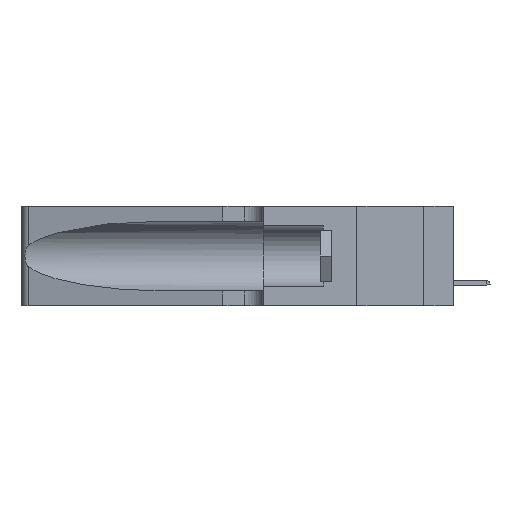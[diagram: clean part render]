
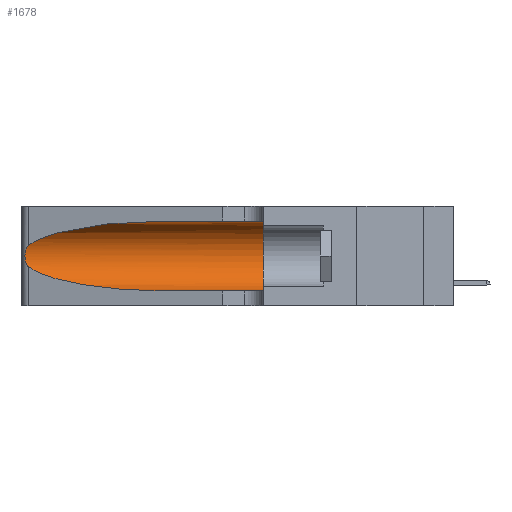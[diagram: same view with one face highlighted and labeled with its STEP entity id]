
A CAD part, left-side view. The second image highlights one B-rep face of the part: STEP entity #1678.
In plain terms, the highlighted cylindrical face has radius 3.308 mm (diameter 6.617 mm), a partial arc.
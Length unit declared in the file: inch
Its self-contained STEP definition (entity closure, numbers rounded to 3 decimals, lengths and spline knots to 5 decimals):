
#1588 = CARTESIAN_POINT ( 'NONE',  ( 0.25639, 1.23184, 0.21858 ) ) ;
#1636 = CARTESIAN_POINT ( 'NONE',  ( 0.1305, 1.61858, 0.05475 ) ) ;
#1678 = ADVANCED_FACE ( 'NONE', ( #24714 ), #12316, .F. ) ;
#1736 = B_SPLINE_CURVE_WITH_KNOTS ( 'NONE', 3,
 ( #9753, #23732, #1588, #7729, #25639, #15644, #25765, #13364, #24144, #5740, #21434, #11355, #5345, #11609 ),
 .UNSPECIFIED., .F., .F.,
 ( 4, 2, 2, 2, 2, 2, 4 ),
 ( 0., 0.00027, 0.00053, 0.00107, 0.0016, 0.00187, 0.00214 ),
 .UNSPECIFIED. ) ;
#1986 = EDGE_CURVE ( 'NONE', #7089, #21360, #1736, .T. ) ;
#2032 = EDGE_LOOP ( 'NONE', ( #3576, #4172, #23219, #24444, #6940, #20936 ) ) ;
#3576 = ORIENTED_EDGE ( 'NONE', *, *, #23244, .T. ) ;
#4028 = DIRECTION ( 'NONE',  ( 0., -1., 0. ) ) ;
#4172 = ORIENTED_EDGE ( 'NONE', *, *, #1986, .T. ) ;
#4581 = CARTESIAN_POINT ( 'NONE',  ( 0.1305, 0.35, 0.31525 ) ) ;
#5226 = CARTESIAN_POINT ( 'NONE',  ( 0.1305, 1.61858, 0.31525 ) ) ;
#5246 = VERTEX_POINT ( 'NONE', #26197 ) ;
#5345 = CARTESIAN_POINT ( 'NONE',  ( 0.25555, 1.22993, 0.14849 ) ) ;
#5740 = CARTESIAN_POINT ( 'NONE',  ( 0.25856, 1.23593, 0.16098 ) ) ;
#6113 = CARTESIAN_POINT ( 'NONE',  ( 0.1305, 0.35, 0.05475 ) ) ;
#6340 = CARTESIAN_POINT ( 'NONE',  ( 0.18966, 0.96281, 0.31525 ) ) ;
#6940 = ORIENTED_EDGE ( 'NONE', *, *, #14628, .F. ) ;
#7044 =( BOUNDED_CURVE ( )  B_SPLINE_CURVE ( 3, ( #16937, #6340, #18822, #12643 ),
 .UNSPECIFIED., .F., .T. ) 
 B_SPLINE_CURVE_WITH_KNOTS ( ( 4, 4 ),
 ( 1.5708, 2.84003 ),
 .UNSPECIFIED. ) 
 CURVE ( )  GEOMETRIC_REPRESENTATION_ITEM ( )  RATIONAL_B_SPLINE_CURVE ( ( 1., 0.87, 0.87, 1. ) ) 
 REPRESENTATION_ITEM ( '' )  );
#7089 = VERTEX_POINT ( 'NONE', #14708 ) ;
#7729 = CARTESIAN_POINT ( 'NONE',  ( 0.25787, 1.23484, 0.2124 ) ) ;
#8753 = CIRCLE ( 'NONE', #22043, 0.13025 ) ;
#9495 = VERTEX_POINT ( 'NONE', #6113 ) ;
#9753 = CARTESIAN_POINT ( 'NONE',  ( 0.25487, 1.22718, 0.22369 ) ) ;
#10175 = CARTESIAN_POINT ( 'NONE',  ( 0.1305, 1.61858, 0.185 ) ) ;
#11355 = CARTESIAN_POINT ( 'NONE',  ( 0.25639, 1.23186, 0.15144 ) ) ;
#11609 = CARTESIAN_POINT ( 'NONE',  ( 0.25487, 1.22718, 0.14631 ) ) ;
#12316 = CYLINDRICAL_SURFACE ( 'NONE', #24150, 0.13025 ) ;
#12523 = EDGE_CURVE ( 'NONE', #21360, #5246, #18006, .T. ) ;
#12643 = CARTESIAN_POINT ( 'NONE',  ( 0.25487, 1.22718, 0.22369 ) ) ;
#12729 = VERTEX_POINT ( 'NONE', #21249 ) ;
#12737 = DIRECTION ( 'NONE',  ( 0., 1., 0. ) ) ;
#13364 = CARTESIAN_POINT ( 'NONE',  ( 0.26075, 1.23896, 0.178 ) ) ;
#13534 = LINE ( 'NONE', #5226, #23507 ) ;
#14338 = DIRECTION ( 'NONE',  ( 0., 0., -1. ) ) ;
#14541 = CARTESIAN_POINT ( 'NONE',  ( 0.2373, 1.15595, 0.08982 ) ) ;
#14628 = EDGE_CURVE ( 'NONE', #22419, #9495, #8753, .T. ) ;
#14708 = CARTESIAN_POINT ( 'NONE',  ( 0.25487, 1.22718, 0.22369 ) ) ;
#14760 = CARTESIAN_POINT ( 'NONE',  ( 0.1305, 0.35, 0.185 ) ) ;
#15644 = CARTESIAN_POINT ( 'NONE',  ( 0.26018, 1.23835, 0.19895 ) ) ;
#16101 = LINE ( 'NONE', #1636, #16313 ) ;
#16313 = VECTOR ( 'NONE', #22160, 39.37008 ) ;
#16937 = CARTESIAN_POINT ( 'NONE',  ( 0.1305, 0.72297, 0.31525 ) ) ;
#18006 =( BOUNDED_CURVE ( )  B_SPLINE_CURVE ( 3, ( #22751, #14541, #18566, #20577 ),
 .UNSPECIFIED., .F., .T. ) 
 B_SPLINE_CURVE_WITH_KNOTS ( ( 4, 4 ),
 ( 3.44316, 4.71239 ),
 .UNSPECIFIED. ) 
 CURVE ( )  GEOMETRIC_REPRESENTATION_ITEM ( )  RATIONAL_B_SPLINE_CURVE ( ( 1., 0.87, 0.87, 1. ) ) 
 REPRESENTATION_ITEM ( '' )  );
#18566 = CARTESIAN_POINT ( 'NONE',  ( 0.18966, 0.96281, 0.05475 ) ) ;
#18822 = CARTESIAN_POINT ( 'NONE',  ( 0.2373, 1.15595, 0.28018 ) ) ;
#19150 = CARTESIAN_POINT ( 'NONE',  ( 0.25487, 1.22718, 0.14631 ) ) ;
#19964 = EDGE_CURVE ( 'NONE', #12729, #22419, #13534, .T. ) ;
#20577 = CARTESIAN_POINT ( 'NONE',  ( 0.1305, 0.72297, 0.05475 ) ) ;
#20936 = ORIENTED_EDGE ( 'NONE', *, *, #19964, .F. ) ;
#21249 = CARTESIAN_POINT ( 'NONE',  ( 0.1305, 0.72297, 0.31525 ) ) ;
#21360 = VERTEX_POINT ( 'NONE', #19150 ) ;
#21434 = CARTESIAN_POINT ( 'NONE',  ( 0.25789, 1.23486, 0.15765 ) ) ;
#22043 = AXIS2_PLACEMENT_3D ( 'NONE', #14760, #12737, #23611 ) ;
#22160 = DIRECTION ( 'NONE',  ( 0., -1., 0. ) ) ;
#22419 = VERTEX_POINT ( 'NONE', #4581 ) ;
#22751 = CARTESIAN_POINT ( 'NONE',  ( 0.25487, 1.22718, 0.14631 ) ) ;
#23219 = ORIENTED_EDGE ( 'NONE', *, *, #12523, .T. ) ;
#23244 = EDGE_CURVE ( 'NONE', #12729, #7089, #7044, .T. ) ;
#23507 = VECTOR ( 'NONE', #23894, 39.37008 ) ;
#23611 = DIRECTION ( 'NONE',  ( 0., 0., 1. ) ) ;
#23732 = CARTESIAN_POINT ( 'NONE',  ( 0.25555, 1.22994, 0.2215 ) ) ;
#23894 = DIRECTION ( 'NONE',  ( 0., -1., 0. ) ) ;
#24144 = CARTESIAN_POINT ( 'NONE',  ( 0.26017, 1.23833, 0.17102 ) ) ;
#24150 = AXIS2_PLACEMENT_3D ( 'NONE', #10175, #4028, #14338 ) ;
#24444 = ORIENTED_EDGE ( 'NONE', *, *, #26143, .T. ) ;
#24714 = FACE_OUTER_BOUND ( 'NONE', #2032, .T. ) ;
#25639 = CARTESIAN_POINT ( 'NONE',  ( 0.25854, 1.2359, 0.20912 ) ) ;
#25765 = CARTESIAN_POINT ( 'NONE',  ( 0.26075, 1.23896, 0.19203 ) ) ;
#26143 = EDGE_CURVE ( 'NONE', #5246, #9495, #16101, .T. ) ;
#26197 = CARTESIAN_POINT ( 'NONE',  ( 0.1305, 0.72297, 0.05475 ) ) ;
